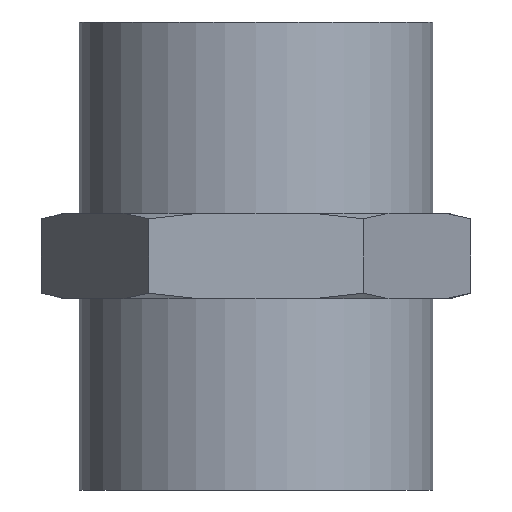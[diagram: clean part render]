
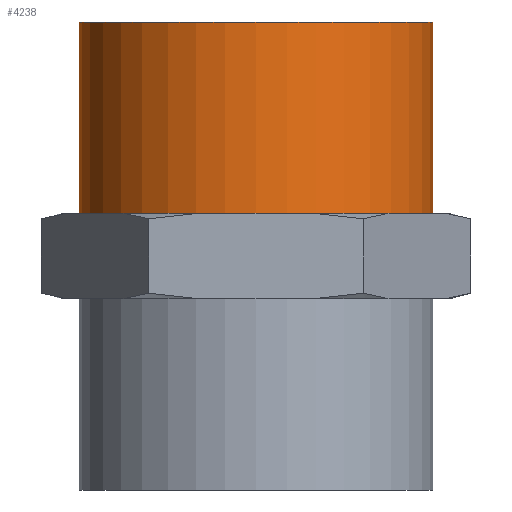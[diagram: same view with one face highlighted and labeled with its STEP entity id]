
A CAD part, front view. The second image highlights one B-rep face of the part: STEP entity #4238.
In plain terms, the highlighted cylindrical face has radius 16.62 mm (diameter 33.24 mm), a full revolution.
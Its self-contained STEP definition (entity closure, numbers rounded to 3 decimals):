
#55=CYLINDRICAL_SURFACE('',#4402,16.62);
#78=FACE_BOUND('',#648,.T.);
#96=CIRCLE('',#4403,16.62);
#97=CIRCLE('',#4404,16.62);
#396=FACE_OUTER_BOUND('',#647,.T.);
#647=EDGE_LOOP('',(#3731));
#648=EDGE_LOOP('',(#3732));
#2017=VERTEX_POINT('',#7786);
#2018=VERTEX_POINT('',#7788);
#2608=EDGE_CURVE('',#2017,#2017,#96,.T.);
#2609=EDGE_CURVE('',#2018,#2018,#97,.T.);
#3731=ORIENTED_EDGE('',*,*,#2608,.T.);
#3732=ORIENTED_EDGE('',*,*,#2609,.F.);
#4238=ADVANCED_FACE('',(#396,#78),#55,.T.);
#4402=AXIS2_PLACEMENT_3D('',#7785,#5109,#5110);
#4403=AXIS2_PLACEMENT_3D('',#7787,#5111,#5112);
#4404=AXIS2_PLACEMENT_3D('',#7789,#5113,#5114);
#5109=DIRECTION('center_axis',(0.,0.,1.));
#5110=DIRECTION('ref_axis',(-1.,0.,0.));
#5111=DIRECTION('center_axis',(0.,0.,-1.));
#5112=DIRECTION('ref_axis',(-1.,0.,0.));
#5113=DIRECTION('center_axis',(0.,0.,-1.));
#5114=DIRECTION('ref_axis',(-1.,0.,0.));
#7785=CARTESIAN_POINT('Origin',(-0.629,-0.184,8.));
#7786=CARTESIAN_POINT('',(15.991,-0.184,26.));
#7787=CARTESIAN_POINT('Origin',(-0.629,-0.184,26.));
#7788=CARTESIAN_POINT('',(15.991,-0.184,8.));
#7789=CARTESIAN_POINT('Origin',(-0.629,-0.184,8.));
